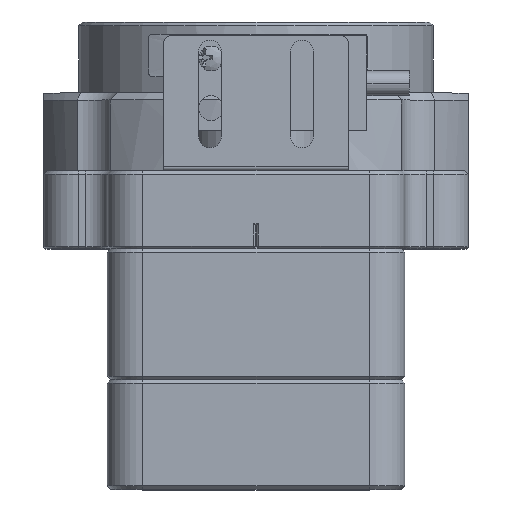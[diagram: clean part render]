
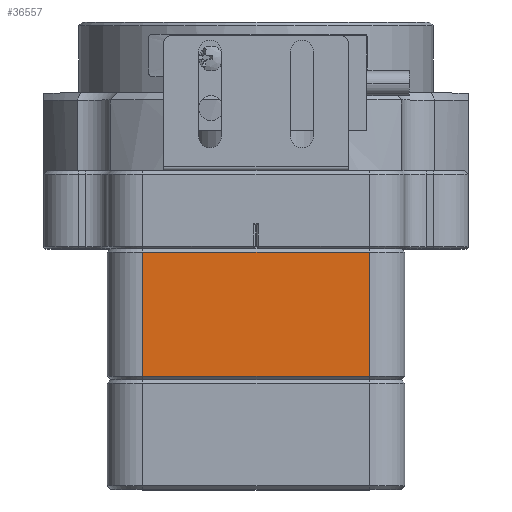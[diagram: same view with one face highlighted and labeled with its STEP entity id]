
A CAD part, top view. The second image highlights one B-rep face of the part: STEP entity #36557.
In plain terms, the highlighted planar face has unit normal (0, 0, 1).
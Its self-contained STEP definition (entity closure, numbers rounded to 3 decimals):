
#3730 = LINE ( 'NONE', #17733, #36112 ) ;
#4495 = VECTOR ( 'NONE', #35189, 1000. ) ;
#4598 = CARTESIAN_POINT ( 'NONE',  ( -16., -0.5, 50.846 ) ) ;
#4766 = DIRECTION ( 'NONE',  ( -1., 0., 0. ) ) ;
#6704 = CARTESIAN_POINT ( 'NONE',  ( -16., 0., 50.846 ) ) ;
#7186 = LINE ( 'NONE', #21193, #4495 ) ;
#8212 = PLANE ( 'NONE',  #44866 ) ;
#8847 = EDGE_CURVE ( 'NONE', #33979, #39845, #44211, .T. ) ;
#12754 = CARTESIAN_POINT ( 'NONE',  ( 16., -18., 50.846 ) ) ;
#15742 = VECTOR ( 'NONE', #20713, 1000. ) ;
#15983 = ORIENTED_EDGE ( 'NONE', *, *, #22447, .T. ) ;
#17733 = CARTESIAN_POINT ( 'NONE',  ( 16., 0., 50.846 ) ) ;
#18653 = VECTOR ( 'NONE', #26755, 1000. ) ;
#19842 = VERTEX_POINT ( 'NONE', #43662 ) ;
#20713 = DIRECTION ( 'NONE',  ( 0., -1., 0. ) ) ;
#21146 = EDGE_CURVE ( 'NONE', #19842, #34239, #7186, .T. ) ;
#21193 = CARTESIAN_POINT ( 'NONE',  ( -16., -0.5, 50.846 ) ) ;
#22214 = CARTESIAN_POINT ( 'NONE',  ( 16., 0., 50.846 ) ) ;
#22447 = EDGE_CURVE ( 'NONE', #34239, #33979, #38129, .T. ) ;
#23101 = CARTESIAN_POINT ( 'NONE',  ( 16., -18., 50.846 ) ) ;
#23288 = ORIENTED_EDGE ( 'NONE', *, *, #8847, .T. ) ;
#25177 = ORIENTED_EDGE ( 'NONE', *, *, #21146, .T. ) ;
#26755 = DIRECTION ( 'NONE',  ( 1., 0., 0. ) ) ;
#29055 = ORIENTED_EDGE ( 'NONE', *, *, #37227, .F. ) ;
#30564 = CARTESIAN_POINT ( 'NONE',  ( -16., -18., 50.846 ) ) ;
#31750 = DIRECTION ( 'NONE',  ( 0., -1., 0. ) ) ;
#33979 = VERTEX_POINT ( 'NONE', #30564 ) ;
#34239 = VERTEX_POINT ( 'NONE', #4598 ) ;
#35189 = DIRECTION ( 'NONE',  ( -1., 0., 0. ) ) ;
#36112 = VECTOR ( 'NONE', #31750, 1000. ) ;
#36214 = DIRECTION ( 'NONE',  ( 0., 0., -1. ) ) ;
#36557 = ADVANCED_FACE ( 'NONE', ( #39633 ), #8212, .F. ) ;
#37227 = EDGE_CURVE ( 'NONE', #19842, #39845, #3730, .T. ) ;
#38129 = LINE ( 'NONE', #6704, #15742 ) ;
#39633 = FACE_OUTER_BOUND ( 'NONE', #41571, .T. ) ;
#39845 = VERTEX_POINT ( 'NONE', #23101 ) ;
#41571 = EDGE_LOOP ( 'NONE', ( #15983, #23288, #29055, #25177 ) ) ;
#43662 = CARTESIAN_POINT ( 'NONE',  ( 16., -0.5, 50.846 ) ) ;
#44211 = LINE ( 'NONE', #12754, #18653 ) ;
#44866 = AXIS2_PLACEMENT_3D ( 'NONE', #22214, #36214, #4766 ) ;
